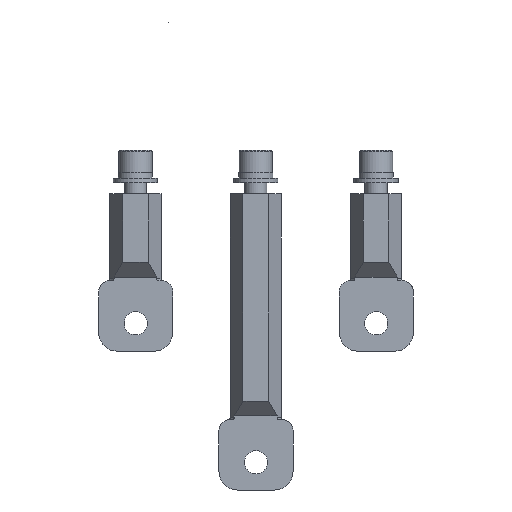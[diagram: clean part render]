
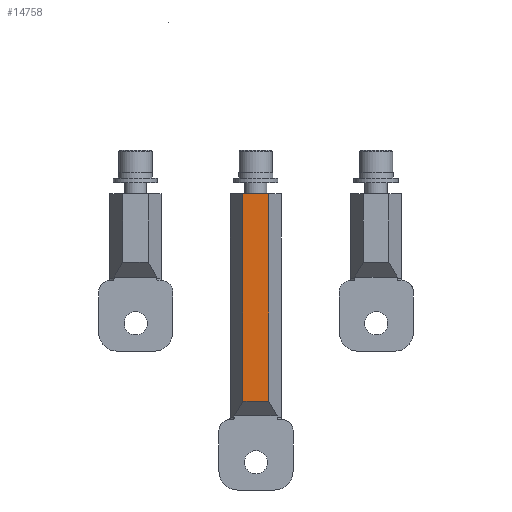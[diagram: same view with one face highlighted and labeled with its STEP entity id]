
A CAD part, front view. The second image highlights one B-rep face of the part: STEP entity #14758.
In plain terms, the highlighted planar face has unit normal (0, -1, 0).
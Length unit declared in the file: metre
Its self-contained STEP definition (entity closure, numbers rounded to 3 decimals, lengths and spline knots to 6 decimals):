
#14172=DIRECTION('',(0.,0.,1.));
#14173=VECTOR('',#14172,0.112);
#14174=CARTESIAN_POINT('',(0.006928,-0.1345,-0.0865));
#14175=LINE('',#14174,#14173);
#14176=DIRECTION('',(1.,0.,0.));
#14177=VECTOR('',#14176,0.013856);
#14178=CARTESIAN_POINT('',(-0.006928,-0.1345,-0.0865));
#14179=LINE('',#14178,#14177);
#14180=DIRECTION('',(0.,0.,-1.));
#14181=VECTOR('',#14180,0.112);
#14182=CARTESIAN_POINT('',(-0.006928,-0.1345,0.0255));
#14183=LINE('',#14182,#14181);
#14184=DIRECTION('',(-1.,0.,0.));
#14185=VECTOR('',#14184,0.013856);
#14186=CARTESIAN_POINT('',(0.006928,-0.1345,0.0255));
#14187=LINE('',#14186,#14185);
#14572=CARTESIAN_POINT('',(-0.006928,-0.1345,0.0255));
#14574=VERTEX_POINT('',#14572);
#14581=CARTESIAN_POINT('',(0.006928,-0.1345,0.0255));
#14582=VERTEX_POINT('',#14581);
#14591=CARTESIAN_POINT('',(-0.006928,-0.1345,-0.0865));
#14592=VERTEX_POINT('',#14591);
#14670=CARTESIAN_POINT('',(0.006928,-0.1345,-0.0865));
#14671=VERTEX_POINT('',#14670);
#14744=CARTESIAN_POINT('',(0.006928,-0.1345,0.0255));
#14745=DIRECTION('',(0.,-1.,0.));
#14746=DIRECTION('',(-1.,0.,0.));
#14747=AXIS2_PLACEMENT_3D('',#14744,#14745,#14746);
#14748=PLANE('',#14747);
#14750=ORIENTED_EDGE('',*,*,#14749,.F.);
#14752=ORIENTED_EDGE('',*,*,#14751,.F.);
#14754=ORIENTED_EDGE('',*,*,#14753,.F.);
#14755=ORIENTED_EDGE('',*,*,#14685,.F.);
#14756=EDGE_LOOP('',(#14750,#14752,#14754,#14755));
#14757=FACE_OUTER_BOUND('',#14756,.F.);
#14758=ADVANCED_FACE('',(#14757),#14748,.T.);
#14685=EDGE_CURVE('',#14582,#14574,#14187,.T.);
#14749=EDGE_CURVE('',#14671,#14582,#14175,.T.);
#14751=EDGE_CURVE('',#14592,#14671,#14179,.T.);
#14753=EDGE_CURVE('',#14574,#14592,#14183,.T.);
